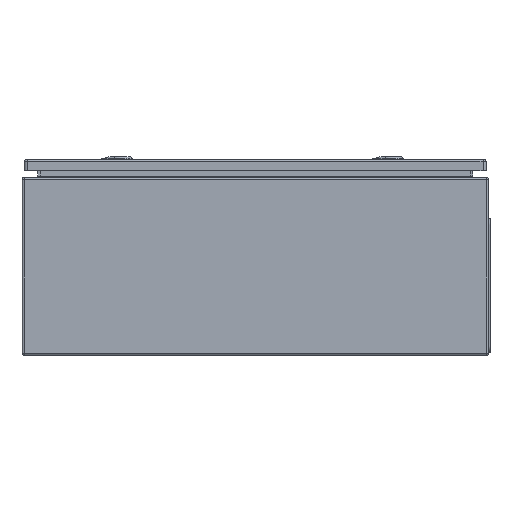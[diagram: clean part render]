
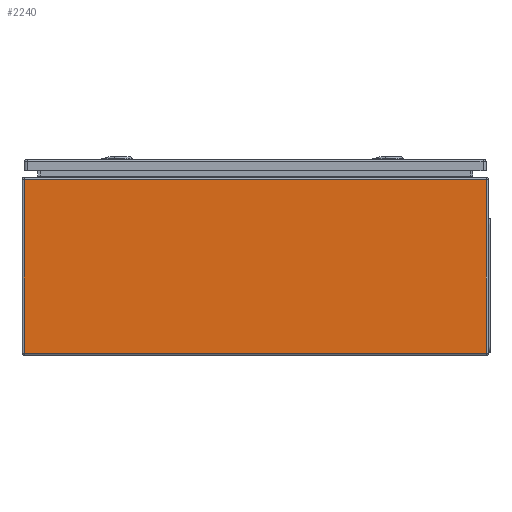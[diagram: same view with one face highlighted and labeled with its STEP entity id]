
A CAD part, left-side view. The second image highlights one B-rep face of the part: STEP entity #2240.
In plain terms, the highlighted planar face has unit normal (-1, 0, 0).
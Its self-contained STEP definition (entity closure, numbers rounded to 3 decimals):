
#2240=ADVANCED_FACE('',(#2912),#2694,.T.);
#2694=PLANE('',#9250);
#2912=FACE_OUTER_BOUND('',#3325,.T.);
#3325=EDGE_LOOP('',(#3990,#3991,#3992,#3993));
#3990=ORIENTED_EDGE('',*,*,#6924,.T.);
#3991=ORIENTED_EDGE('',*,*,#6925,.T.);
#3992=ORIENTED_EDGE('',*,*,#6926,.T.);
#3993=ORIENTED_EDGE('',*,*,#6927,.T.);
#6190=VERTEX_POINT('',#12661);
#6191=VERTEX_POINT('',#12662);
#6192=VERTEX_POINT('',#12664);
#6193=VERTEX_POINT('',#12666);
#6924=EDGE_CURVE('',#6190,#6191,#8000,.T.);
#6925=EDGE_CURVE('',#6191,#6192,#8001,.T.);
#6926=EDGE_CURVE('',#6192,#6193,#8002,.T.);
#6927=EDGE_CURVE('',#6193,#6190,#8003,.T.);
#8000=LINE('',#12660,#8628);
#8001=LINE('',#12663,#8629);
#8002=LINE('',#12665,#8630);
#8003=LINE('',#12667,#8631);
#8628=VECTOR('',#10234,1.);
#8629=VECTOR('',#10235,1.);
#8630=VECTOR('',#10236,1.);
#8631=VECTOR('',#10237,1.);
#9250=AXIS2_PLACEMENT_3D('',#12668,#10238,#10239);
#10234=DIRECTION('',(0.,0.,-1.));
#10235=DIRECTION('',(0.,-1.,0.));
#10236=DIRECTION('',(0.,0.,1.));
#10237=DIRECTION('',(0.,1.,0.));
#10238=DIRECTION('',(-1.,0.,0.));
#10239=DIRECTION('',(0.,0.,1.));
#12660=CARTESIAN_POINT('',(-200.,297.2,229.));
#12661=CARTESIAN_POINT('',(-200.,297.2,226.2));
#12662=CARTESIAN_POINT('',(-200.,297.2,2.8));
#12663=CARTESIAN_POINT('',(-200.,-300.,2.8));
#12664=CARTESIAN_POINT('',(-200.,-297.2,2.8));
#12665=CARTESIAN_POINT('',(-200.,-297.2,229.));
#12666=CARTESIAN_POINT('',(-200.,-297.2,226.2));
#12667=CARTESIAN_POINT('',(-200.,300.,226.2));
#12668=CARTESIAN_POINT('',(-200.,-300.,229.));
